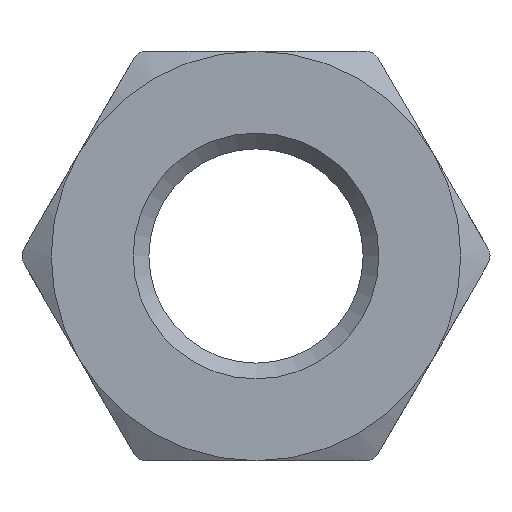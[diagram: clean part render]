
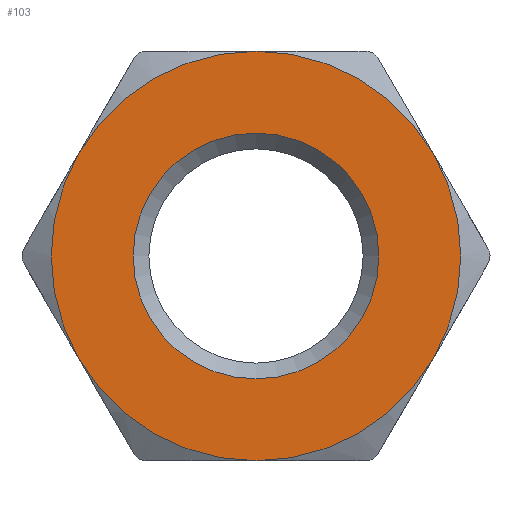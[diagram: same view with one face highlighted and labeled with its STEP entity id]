
A CAD part, front view. The second image highlights one B-rep face of the part: STEP entity #103.
In plain terms, the highlighted planar face has unit normal (0, -1, 0).
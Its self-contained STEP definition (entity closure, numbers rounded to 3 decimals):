
#6 = PLANE ( 'NONE',  #546 ) ;
#8 = DIRECTION ( 'NONE',  ( 0., -1., 0. ) ) ;
#43 = AXIS2_PLACEMENT_3D ( 'NONE', #1639, #1111, #603 ) ;
#46 = EDGE_LOOP ( 'NONE', ( #1576, #1059, #1233, #247, #1057, #1468 ) ) ;
#62 = FACE_OUTER_BOUND ( 'NONE', #46, .T. ) ;
#94 = CIRCLE ( 'NONE', #124, 3.9 ) ;
#100 = AXIS2_PLACEMENT_3D ( 'NONE', #791, #535, #785 ) ;
#103 = ADVANCED_FACE ( 'NONE', ( #1594, #62 ), #6, .F. ) ;
#124 = AXIS2_PLACEMENT_3D ( 'NONE', #439, #316, #1183 ) ;
#138 = CIRCLE ( 'NONE', #1218, 6.5 ) ;
#150 = CARTESIAN_POINT ( 'NONE',  ( 0., -3.25, 0. ) ) ;
#153 = EDGE_CURVE ( 'NONE', #1314, #951, #138, .T. ) ;
#247 = ORIENTED_EDGE ( 'NONE', *, *, #941, .T. ) ;
#251 = VERTEX_POINT ( 'NONE', #1414 ) ;
#296 = CIRCLE ( 'NONE', #100, 6.5 ) ;
#304 = EDGE_CURVE ( 'NONE', #251, #1315, #296, .T. ) ;
#316 = DIRECTION ( 'NONE',  ( 0., 1., 0. ) ) ;
#343 = DIRECTION ( 'NONE',  ( 0., 0., 1. ) ) ;
#398 = CARTESIAN_POINT ( 'NONE',  ( -5.629, -3.25, 3.25 ) ) ;
#439 = CARTESIAN_POINT ( 'NONE',  ( 0., -3.25, 0. ) ) ;
#503 = DIRECTION ( 'NONE',  ( 0., -1., 0. ) ) ;
#505 = AXIS2_PLACEMENT_3D ( 'NONE', #606, #867, #846 ) ;
#535 = DIRECTION ( 'NONE',  ( 0., -1., 0. ) ) ;
#546 = AXIS2_PLACEMENT_3D ( 'NONE', #865, #875, #1500 ) ;
#556 = CARTESIAN_POINT ( 'NONE',  ( 0., -3.25, 6.5 ) ) ;
#572 = EDGE_LOOP ( 'NONE', ( #989 ) ) ;
#586 = VERTEX_POINT ( 'NONE', #721 ) ;
#603 = DIRECTION ( 'NONE',  ( 1., 0., 0. ) ) ;
#606 = CARTESIAN_POINT ( 'NONE',  ( 0., -3.25, 0. ) ) ;
#611 = CIRCLE ( 'NONE', #1342, 6.5 ) ;
#646 = DIRECTION ( 'NONE',  ( 0., 0., 1. ) ) ;
#651 = CARTESIAN_POINT ( 'NONE',  ( 5.629, -3.25, -3.25 ) ) ;
#659 = VERTEX_POINT ( 'NONE', #556 ) ;
#721 = CARTESIAN_POINT ( 'NONE',  ( 0., -3.25, 3.9 ) ) ;
#785 = DIRECTION ( 'NONE',  ( 0., 0., 1. ) ) ;
#791 = CARTESIAN_POINT ( 'NONE',  ( 0., -3.25, 0. ) ) ;
#814 = CIRCLE ( 'NONE', #43, 6.5 ) ;
#835 = CARTESIAN_POINT ( 'NONE',  ( -5.629, -3.25, -3.25 ) ) ;
#846 = DIRECTION ( 'NONE',  ( 0., 0., 1. ) ) ;
#865 = CARTESIAN_POINT ( 'NONE',  ( 0., -3.25, 0. ) ) ;
#867 = DIRECTION ( 'NONE',  ( 0., -1., 0. ) ) ;
#875 = DIRECTION ( 'NONE',  ( 0., 1., 0. ) ) ;
#941 = EDGE_CURVE ( 'NONE', #951, #251, #1409, .T. ) ;
#947 = CIRCLE ( 'NONE', #505, 6.5 ) ;
#951 = VERTEX_POINT ( 'NONE', #835 ) ;
#958 = DIRECTION ( 'NONE',  ( 0., -1., 0. ) ) ;
#976 = AXIS2_PLACEMENT_3D ( 'NONE', #1210, #958, #343 ) ;
#989 = ORIENTED_EDGE ( 'NONE', *, *, #1506, .T. ) ;
#1021 = EDGE_CURVE ( 'NONE', #659, #1314, #947, .T. ) ;
#1056 = CARTESIAN_POINT ( 'NONE',  ( 5.629, -3.25, 3.25 ) ) ;
#1057 = ORIENTED_EDGE ( 'NONE', *, *, #304, .T. ) ;
#1059 = ORIENTED_EDGE ( 'NONE', *, *, #1021, .T. ) ;
#1111 = DIRECTION ( 'NONE',  ( 0., -1., 0. ) ) ;
#1183 = DIRECTION ( 'NONE',  ( 0., 0., 1. ) ) ;
#1210 = CARTESIAN_POINT ( 'NONE',  ( 0., -3.25, 0. ) ) ;
#1218 = AXIS2_PLACEMENT_3D ( 'NONE', #1505, #503, #1390 ) ;
#1233 = ORIENTED_EDGE ( 'NONE', *, *, #153, .T. ) ;
#1309 = EDGE_CURVE ( 'NONE', #1315, #1513, #611, .T. ) ;
#1314 = VERTEX_POINT ( 'NONE', #398 ) ;
#1315 = VERTEX_POINT ( 'NONE', #651 ) ;
#1342 = AXIS2_PLACEMENT_3D ( 'NONE', #150, #8, #646 ) ;
#1390 = DIRECTION ( 'NONE',  ( 0., 0., 1. ) ) ;
#1409 = CIRCLE ( 'NONE', #976, 6.5 ) ;
#1414 = CARTESIAN_POINT ( 'NONE',  ( 0., -3.25, -6.5 ) ) ;
#1468 = ORIENTED_EDGE ( 'NONE', *, *, #1309, .T. ) ;
#1500 = DIRECTION ( 'NONE',  ( 0., 0., 1. ) ) ;
#1505 = CARTESIAN_POINT ( 'NONE',  ( 0., -3.25, 0. ) ) ;
#1506 = EDGE_CURVE ( 'NONE', #586, #586, #94, .T. ) ;
#1513 = VERTEX_POINT ( 'NONE', #1056 ) ;
#1568 = EDGE_CURVE ( 'NONE', #1513, #659, #814, .T. ) ;
#1576 = ORIENTED_EDGE ( 'NONE', *, *, #1568, .T. ) ;
#1594 = FACE_BOUND ( 'NONE', #572, .T. ) ;
#1639 = CARTESIAN_POINT ( 'NONE',  ( 0., -3.25, 0. ) ) ;
